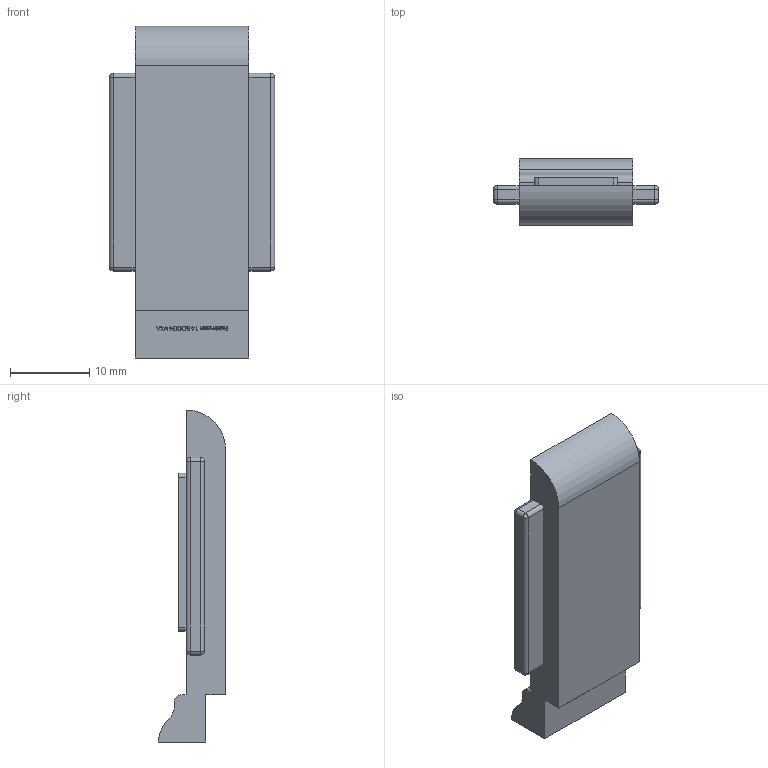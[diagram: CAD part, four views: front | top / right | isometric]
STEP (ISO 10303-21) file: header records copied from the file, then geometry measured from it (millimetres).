
FILE_DESCRIPTION (( 'STEP AP203' ), '1' );
FILE_NAME ('14-BODEN-V4A.step', '2020-04-09T07:20:24', ( '' ), ( '' ), 'SwSTEP 2.0', 'SolidWorks 2015', '' );
FILE_SCHEMA (( 'CONFIG_CONTROL_DESIGN' ));
Length unit declared in the file: millimetre
Products named in the file (5): 14-BODEN-V4A; 14-BODEN-XXX Teil2; 14-BODEN-XXX Teil2_14-BODEN-XXX Teil2; 14-BODEN-XXX Teil1; 14-BODEN-XXX Teil1_14-BODEN-V4A Teil1
Assembly tree (2 placements, depth 2):
  14-BODEN-V4A
    14-BODEN-XXX Teil1_14-BODEN-V4A Teil1
    14-BODEN-XXX Teil2_14-BODEN-XXX Teil2
  14-BODEN-XXX Teil2
  14-BODEN-XXX Teil1
Bounding box: 20.9 x 8.5 x 42 mm (x, y, z)
Volume: 3505.1 mm3; surface area: 2613.5 mm2
Topology: 2 solids, 2 shells, 306 faces, 800 edges, 520 vertices
Faces by surface type: plane 202, bspline 72, cylinder 24, sphere 8
Entity records: 13481 total; most frequent: CARTESIAN_POINT 6000, ORIENTED_EDGE 1584, DIRECTION 1176, EDGE_CURVE 792, VECTOR 600, LINE 600, VERTEX_POINT 520, EDGE_LOOP 336
